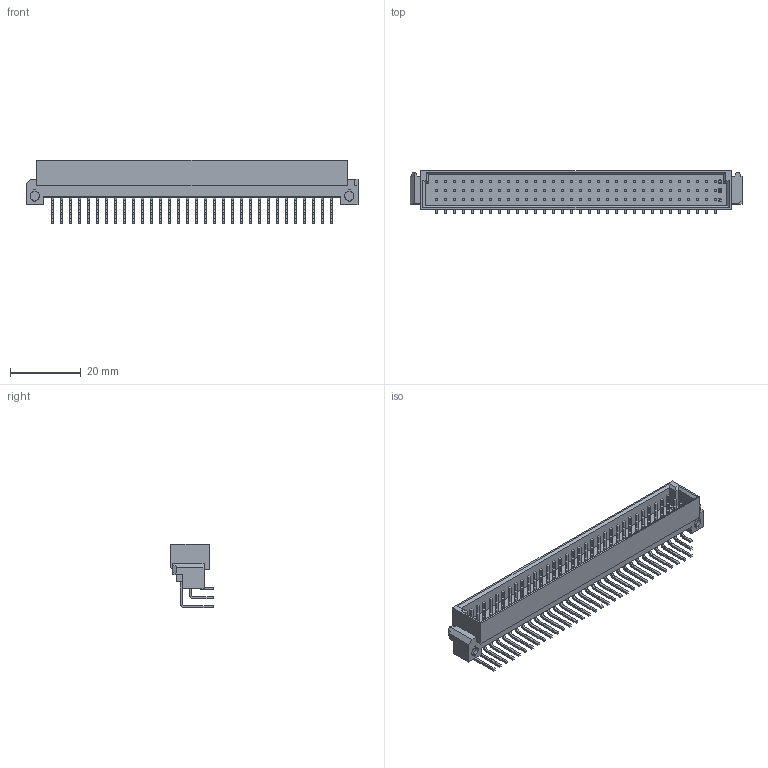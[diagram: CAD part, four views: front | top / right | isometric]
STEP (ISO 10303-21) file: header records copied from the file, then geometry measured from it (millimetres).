
FILE_DESCRIPTION((''),'2;1');
FILE_NAME('C-5650473-5','2016-03-29T',('workeradm'),('Tyco Electronics Ltd.'),'CREO PARAMETRIC BY PTC INC, 2015200','CREO PARAMETRIC BY PTC INC, 2015200','');
FILE_SCHEMA(('AUTOMOTIVE_DESIGN { 1 0 10303 214 1 1 1 1 }'));
Length unit declared in the file: millimetre
Products named in the file (1): C-5650473-5
Bounding box: 93.85 x 12.07 x 18.02 mm (x, y, z)
Volume: 5476.6 mm3; surface area: 9050.6 mm2
Topology: 1 solids, 1 shells, 1560 faces, 4046 edges, 2694 vertices
Faces by surface type: plane 1360, cylinder 200
Entity records: 47054 total; most frequent: CARTESIAN_POINT 8302, ORIENTED_EDGE 8092, DIRECTION 7566, EDGE_CURVE 4046, VECTOR 3646, LINE 3646, VERTEX_POINT 2694, AXIS2_PLACEMENT_3D 1960
